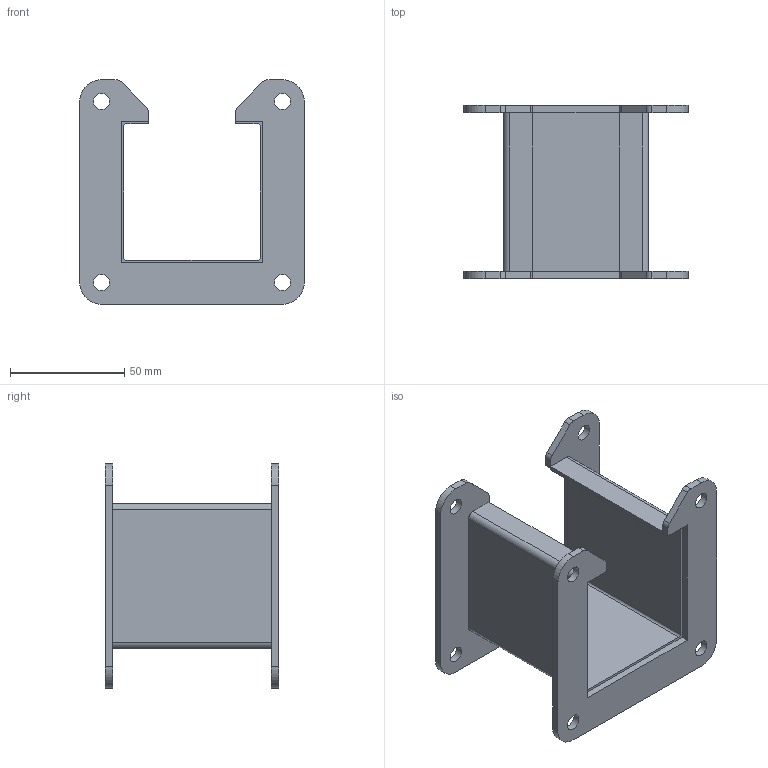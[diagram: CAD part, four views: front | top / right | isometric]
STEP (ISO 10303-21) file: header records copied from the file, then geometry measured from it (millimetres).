
FILE_DESCRIPTION (( 'STEP AP203' ), '1' );
FILE_NAME ('1485BM3.step', '2020-11-19T14:30:02', ( 'ADC123' ), ( 'Microsoft' ), 'SwSTEP 2.0', 'SolidWorks 2019', '' );
FILE_SCHEMA (( 'CONFIG_CONTROL_DESIGN' ));
Length unit declared in the file: inch
Products named in the file (1): 1485BM3
Bounding box: 98.42 x 75.95 x 98.42 mm (x, y, z)
Volume: 56394.8 mm3; surface area: 52887.4 mm2
Topology: 3 solids, 3 shells, 78 faces, 216 edges, 144 vertices
Faces by surface type: plane 46, cylinder 32
Full cylindrical faces by diameter (mm): 7.137 x8
Entity records: 2571 total; most frequent: CARTESIAN_POINT 431, DIRECTION 430, ORIENTED_EDGE 416, EDGE_CURVE 208, VERTEX_POINT 144, VECTOR 144, LINE 144, AXIS2_PLACEMENT_3D 143
